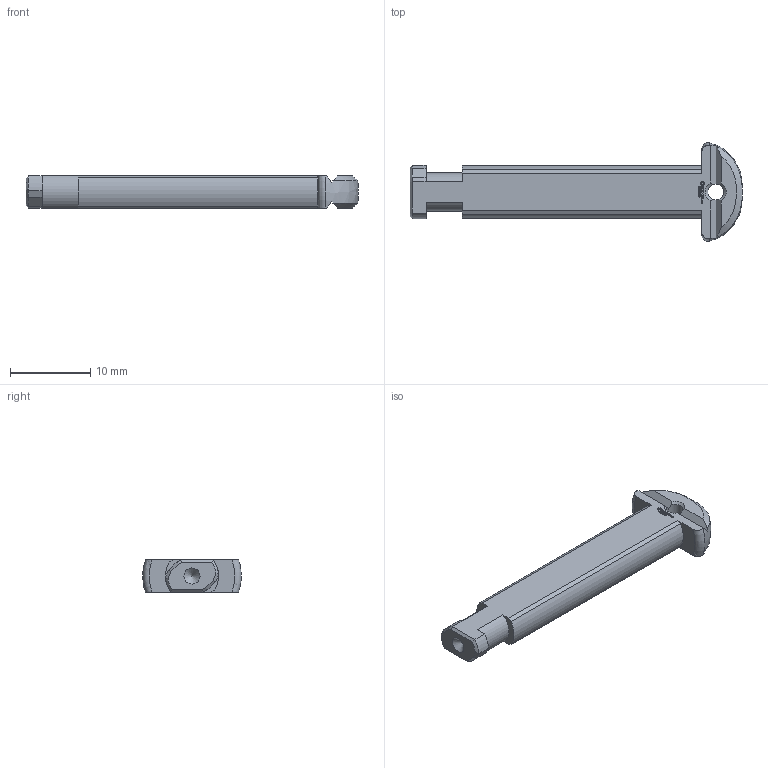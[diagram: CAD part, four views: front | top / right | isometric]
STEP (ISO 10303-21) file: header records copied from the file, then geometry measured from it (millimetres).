
FILE_DESCRIPTION(('FreeCAD Model'),'2;1');
FILE_NAME('Open CASCADE Shape Model','2022-06-09T15:01:34',('Author'),( ''),'Open CASCADE STEP processor 7.5','FreeCAD','Unknown');
FILE_SCHEMA(('AUTOMOTIVE_DESIGN { 1 0 10303 214 1 1 1 1 }'));
Length unit declared in the file: millimetre
Products named in the file (1): Pin CL RHD BU02.50 - SPN-PIN-0050 (stemfie.org)
Bounding box: 41.25 x 12.25 x 4 mm (x, y, z)
Volume: 1015.1 mm3; surface area: 902.4 mm2
Topology: 1 solids, 1 shells, 482 faces, 1353 edges, 902 vertices
Faces by surface type: plane 330, bspline 135, cone 8, cylinder 7, torus 2
Full cylindrical faces by diameter (mm): 2 x1
Entity records: 35427 total; most frequent: CARTESIAN_POINT 10363, DIRECTION 3850, LINE 3056, VECTOR 3056, ORIENTED_EDGE 2702, PCURVE 2702, DEFINITIONAL_REPRESENTATION 2702, EDGE_CURVE 1351
